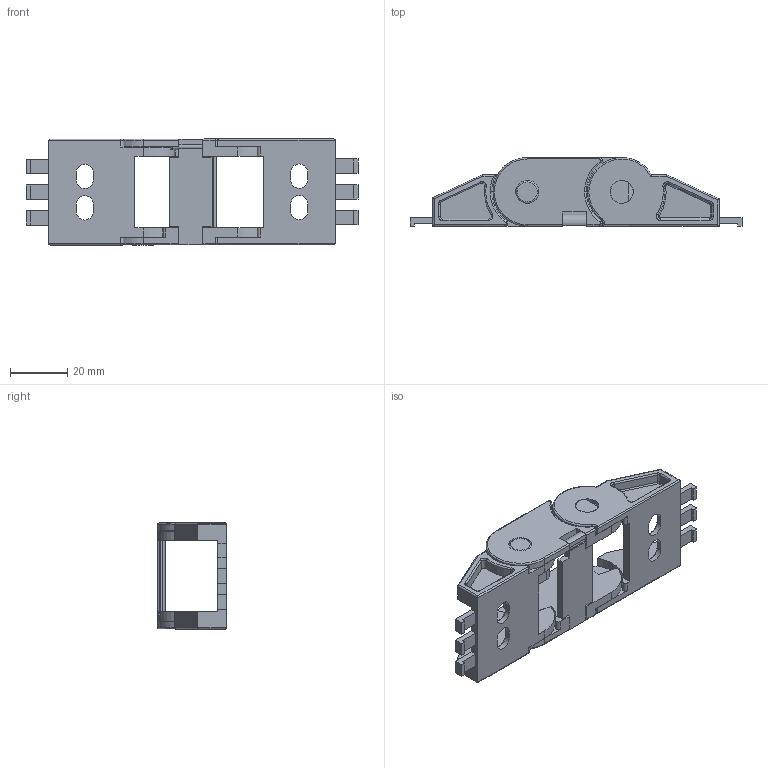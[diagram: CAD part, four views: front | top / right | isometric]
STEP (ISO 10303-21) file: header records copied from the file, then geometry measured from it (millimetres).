
FILE_DESCRIPTION (( 'STEP AP214' ), '1' );
FILE_NAME ('CK18-B025-AYAK.STEP', '2019-09-10T09:26:49', ( '' ), ( '' ), 'SwSTEP 2.0', 'SolidWorks 2017', '' );
FILE_SCHEMA (( 'AUTOMOTIVE_DESIGN' ));
Length unit declared in the file: millimetre
Products named in the file (1): CK18-B025-AYAK
Bounding box: 116 x 24 x 37.1 mm (x, y, z)
Volume: 24955.6 mm3; surface area: 20956.2 mm2
Topology: 4 solids, 4 shells, 419 faces, 1092 edges, 688 vertices
Faces by surface type: plane 174, cylinder 161, bspline 52, torus 20, cone 12
Entity records: 13834 total; most frequent: CARTESIAN_POINT 3597, ORIENTED_EDGE 2184, DIRECTION 2118, EDGE_CURVE 1092, AXIS2_PLACEMENT_3D 744, VERTEX_POINT 688, LINE 630, VECTOR 630
